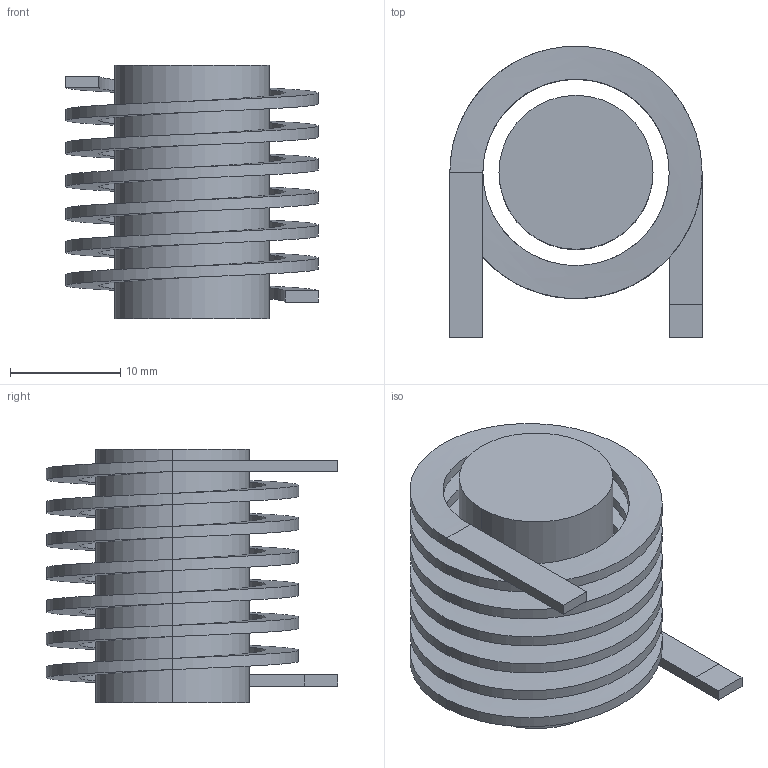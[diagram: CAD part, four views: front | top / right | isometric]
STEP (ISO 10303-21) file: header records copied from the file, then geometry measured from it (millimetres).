
FILE_DESCRIPTION(('STEP AP214'),'1');
FILE_NAME('Induktivitaet_2.step','2019-10-09T16:06:39',(' '),('ANSOFT Corporation'),'Spatial InterOp 3D',' ',' ');
FILE_SCHEMA(('AUTOMOTIVE_DESIGN { 1 0 10303 214 1 1 1 1 }'));
Length unit declared in the file: millimetre
Products named in the file (1): Kern
Bounding box: 22.92 x 26.46 x 23 mm (x, y, z)
Volume: 4866.3 mm3; surface area: 4848.4 mm2
Topology: 4 solids, 5 shells, 47 faces, 118 edges, 80 vertices
Faces by surface type: cylinder 28, plane 17, bspline 2
Entity records: 9201 total; most frequent: CARTESIAN_POINT 8103, ORIENTED_EDGE 232, DIRECTION 170, EDGE_CURVE 118, VERTEX_POINT 80, LINE 62, VECTOR 62, AXIS2_PLACEMENT_3D 54
